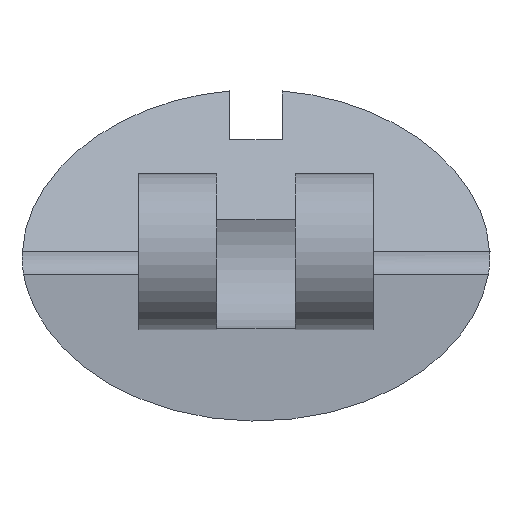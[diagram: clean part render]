
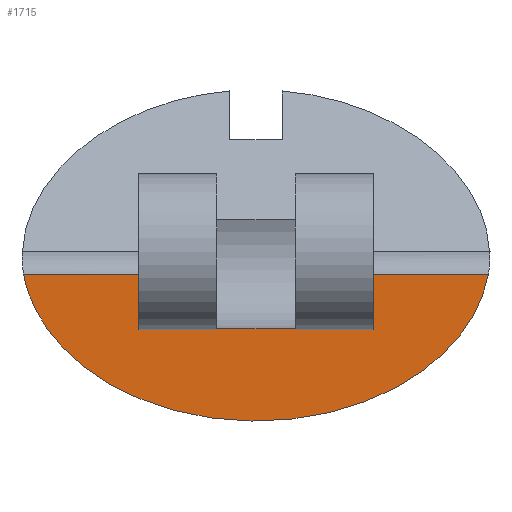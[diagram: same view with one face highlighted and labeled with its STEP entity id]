
A CAD part, front view. The second image highlights one B-rep face of the part: STEP entity #1715.
In plain terms, the highlighted planar face has unit normal (0, -1, 0).
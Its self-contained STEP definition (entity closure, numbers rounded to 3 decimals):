
#36 = VERTEX_POINT ( 'NONE', #1860 ) ;
#95 = ORIENTED_EDGE ( 'NONE', *, *, #654, .F. ) ;
#108 = CARTESIAN_POINT ( 'NONE',  ( 1.5, 0., -2.958 ) ) ;
#115 = VERTEX_POINT ( 'NONE', #695 ) ;
#157 = CARTESIAN_POINT ( 'NONE',  ( -8.92, 0., -0.866 ) ) ;
#184 = EDGE_CURVE ( 'NONE', #1665, #899, #1168, .T. ) ;
#195 = ORIENTED_EDGE ( 'NONE', *, *, #420, .T. ) ;
#237 = FACE_OUTER_BOUND ( 'NONE', #2114, .T. ) ;
#246 = DIRECTION ( 'NONE',  ( -1., 0., 0. ) ) ;
#287 = DIRECTION ( 'NONE',  ( 0., 0., 1. ) ) ;
#292 = EDGE_CURVE ( 'NONE', #2072, #115, #918, .T. ) ;
#324 = LINE ( 'NONE', #1967, #619 ) ;
#342 = ORIENTED_EDGE ( 'NONE', *, *, #1757, .T. ) ;
#395 = EDGE_CURVE ( 'NONE', #115, #1774, #1107, .T. ) ;
#405 = DIRECTION ( 'NONE',  ( -1., 0., 0. ) ) ;
#420 = EDGE_CURVE ( 'NONE', #1665, #865, #1138, .T. ) ;
#535 = ORIENTED_EDGE ( 'NONE', *, *, #395, .F. ) ;
#619 = VECTOR ( 'NONE', #1125, 1000. ) ;
#646 = VECTOR ( 'NONE', #287, 1000. ) ;
#647 = DIRECTION ( 'NONE',  ( 0., 0., -1. ) ) ;
#654 = EDGE_CURVE ( 'NONE', #36, #865, #1363, .T. ) ;
#687 = EDGE_CURVE ( 'NONE', #1111, #899, #324, .T. ) ;
#695 = CARTESIAN_POINT ( 'NONE',  ( 4.5, 0., -2.958 ) ) ;
#717 = CARTESIAN_POINT ( 'NONE',  ( -4.5, 0., -2.958 ) ) ;
#742 = PLANE ( 'NONE',  #1353 ) ;
#784 = CARTESIAN_POINT ( 'NONE',  ( 4.5, 0., -2.958 ) ) ;
#798 = ORIENTED_EDGE ( 'NONE', *, *, #292, .F. ) ;
#831 = DIRECTION ( 'NONE',  ( 1., 0., 0. ) ) ;
#844 = CARTESIAN_POINT ( 'NONE',  ( 8.92, 0., -0.866 ) ) ;
#865 = VERTEX_POINT ( 'NONE', #1682 ) ;
#899 = VERTEX_POINT ( 'NONE', #717 ) ;
#918 = LINE ( 'NONE', #784, #1637 ) ;
#953 = VECTOR ( 'NONE', #246, 1000. ) ;
#1060 = ORIENTED_EDGE ( 'NONE', *, *, #1084, .F. ) ;
#1084 = EDGE_CURVE ( 'NONE', #1111, #2072, #1336, .T. ) ;
#1094 = ORIENTED_EDGE ( 'NONE', *, *, #687, .T. ) ;
#1095 = LINE ( 'NONE', #1243, #1136 ) ;
#1097 = DIRECTION ( 'NONE',  ( 0., 1., 0. ) ) ;
#1107 = LINE ( 'NONE', #1461, #646 ) ;
#1111 = VERTEX_POINT ( 'NONE', #1520 ) ;
#1125 = DIRECTION ( 'NONE',  ( -1., 0., 0. ) ) ;
#1136 = VECTOR ( 'NONE', #405, 1000. ) ;
#1138 = LINE ( 'NONE', #1452, #953 ) ;
#1168 = LINE ( 'NONE', #1352, #1348 ) ;
#1233 = DIRECTION ( 'NONE',  ( 0., 0., 1. ) ) ;
#1243 = CARTESIAN_POINT ( 'NONE',  ( -9.519, 0., -0.866 ) ) ;
#1327 = CARTESIAN_POINT ( 'NONE',  ( 7.043, 0., -10.949 ) ) ;
#1336 = LINE ( 'NONE', #1664, #1630 ) ;
#1348 = VECTOR ( 'NONE', #647, 1000. ) ;
#1352 = CARTESIAN_POINT ( 'NONE',  ( -4.5, 0., 0. ) ) ;
#1353 = AXIS2_PLACEMENT_3D ( 'NONE', #1408, #1097, #1233 ) ;
#1363 =( BOUNDED_CURVE ( )  B_SPLINE_CURVE ( 3, ( #844, #1327, #2165, #157 ),
 .UNSPECIFIED., .F., .F. ) 
 B_SPLINE_CURVE_WITH_KNOTS ( ( 4, 4 ),
 ( 0.134, 3.008 ),
 .UNSPECIFIED. ) 
 CURVE ( )  GEOMETRIC_REPRESENTATION_ITEM ( )  RATIONAL_B_SPLINE_CURVE ( ( 1., 0.422, 0.422, 1. ) ) 
 REPRESENTATION_ITEM ( '' )  );
#1408 = CARTESIAN_POINT ( 'NONE',  ( 0., 0., 0. ) ) ;
#1452 = CARTESIAN_POINT ( 'NONE',  ( -9.519, 0., -0.866 ) ) ;
#1461 = CARTESIAN_POINT ( 'NONE',  ( 4.5, 0., 0. ) ) ;
#1517 = CARTESIAN_POINT ( 'NONE',  ( -4.5, 0., -0.866 ) ) ;
#1520 = CARTESIAN_POINT ( 'NONE',  ( -1.5, 0., -2.958 ) ) ;
#1630 = VECTOR ( 'NONE', #831, 1000. ) ;
#1637 = VECTOR ( 'NONE', #2127, 1000. ) ;
#1664 = CARTESIAN_POINT ( 'NONE',  ( 1.5, 0., -2.958 ) ) ;
#1665 = VERTEX_POINT ( 'NONE', #1517 ) ;
#1682 = CARTESIAN_POINT ( 'NONE',  ( -8.92, 0., -0.866 ) ) ;
#1715 = ADVANCED_FACE ( 'NONE', ( #237 ), #742, .F. ) ;
#1757 = EDGE_CURVE ( 'NONE', #36, #1774, #1095, .T. ) ;
#1774 = VERTEX_POINT ( 'NONE', #1921 ) ;
#1860 = CARTESIAN_POINT ( 'NONE',  ( 8.92, 0., -0.866 ) ) ;
#1921 = CARTESIAN_POINT ( 'NONE',  ( 4.5, 0., -0.866 ) ) ;
#1967 = CARTESIAN_POINT ( 'NONE',  ( -4.5, 0., -2.958 ) ) ;
#2072 = VERTEX_POINT ( 'NONE', #108 ) ;
#2114 = EDGE_LOOP ( 'NONE', ( #95, #342, #535, #798, #1060, #1094, #2145, #195 ) ) ;
#2127 = DIRECTION ( 'NONE',  ( 1., 0., 0. ) ) ;
#2145 = ORIENTED_EDGE ( 'NONE', *, *, #184, .F. ) ;
#2165 = CARTESIAN_POINT ( 'NONE',  ( -7.043, 0., -10.949 ) ) ;
